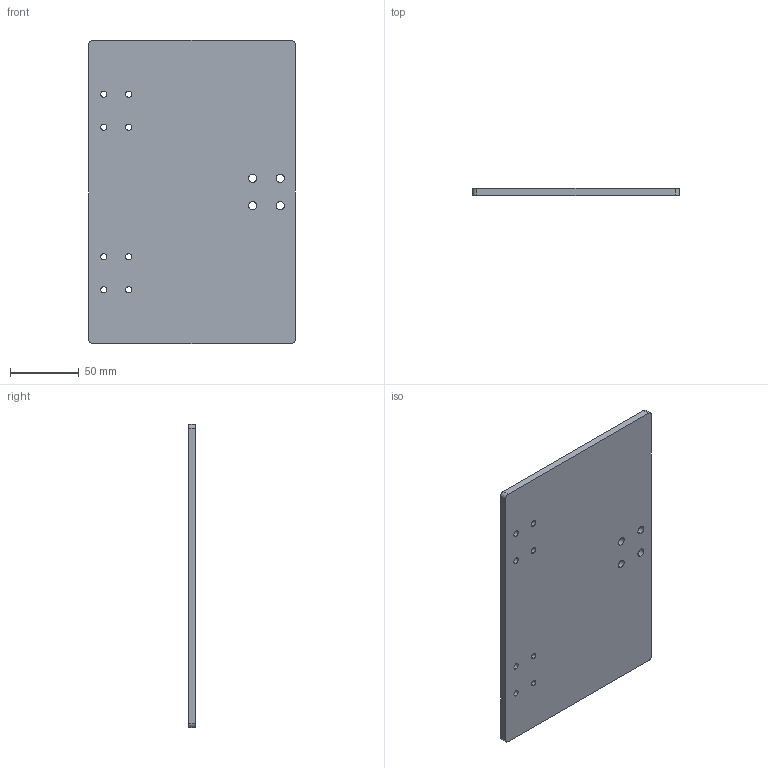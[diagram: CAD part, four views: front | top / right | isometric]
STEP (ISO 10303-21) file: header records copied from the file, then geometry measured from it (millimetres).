
FILE_DESCRIPTION (( 'STEP AP214' ), '1' );
FILE_NAME ('CN_2.STEP', '2022-06-02T16:56:49', ( '' ), ( '' ), 'SwSTEP 2.0', 'SolidWorks 2021', '' );
FILE_SCHEMA (( 'AUTOMOTIVE_DESIGN' ));
Length unit declared in the file: millimetre
Products named in the file (1): CN_2
Bounding box: 150 x 5 x 220 mm (x, y, z)
Volume: 163346.4 mm3; surface area: 70015.6 mm2
Topology: 1 solids, 1 shells, 70 faces, 168 edges, 112 vertices
Faces by surface type: cylinder 28, cone 24, plane 18
Entity records: 2178 total; most frequent: DIRECTION 414, CARTESIAN_POINT 351, ORIENTED_EDGE 336, AXIS2_PLACEMENT_3D 175, EDGE_CURVE 168, VERTEX_POINT 112, EDGE_LOOP 106, CIRCLE 104
